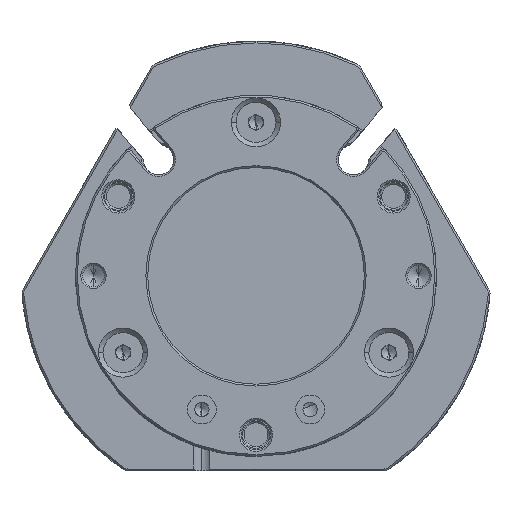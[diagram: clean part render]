
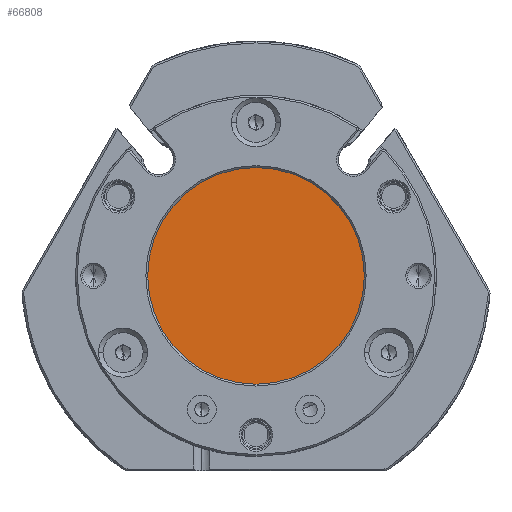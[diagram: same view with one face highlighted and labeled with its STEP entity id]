
A CAD part, front view. The second image highlights one B-rep face of the part: STEP entity #66808.
In plain terms, the highlighted face is planar.
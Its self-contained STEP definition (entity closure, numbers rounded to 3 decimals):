
#4778 = CIRCLE ( 'NONE', #28424, 15. ) ;
#5326 = AXIS2_PLACEMENT_3D ( 'NONE', #37768, #83009, #44302 ) ;
#9946 = AXIS2_PLACEMENT_3D ( 'NONE', #52008, #78020, #39236 ) ;
#16405 = CARTESIAN_POINT ( 'NONE',  ( -15., 0., 3. ) ) ;
#17424 = ORIENTED_EDGE ( 'NONE', *, *, #70474, .T. ) ;
#28424 = AXIS2_PLACEMENT_3D ( 'NONE', #32380, #77684, #38916 ) ;
#32380 = CARTESIAN_POINT ( 'NONE',  ( 0., 0., 3. ) ) ;
#35146 = CIRCLE ( 'NONE', #5326, 15. ) ;
#37768 = CARTESIAN_POINT ( 'NONE',  ( 0., 0., 3. ) ) ;
#38916 = DIRECTION ( 'NONE',  ( 1., 0., 0. ) ) ;
#39100 = EDGE_LOOP ( 'NONE', ( #17424, #80707 ) ) ;
#39236 = DIRECTION ( 'NONE',  ( 1., 0., 0. ) ) ;
#40707 = CARTESIAN_POINT ( 'NONE',  ( 15., 0., 3. ) ) ;
#42599 = EDGE_CURVE ( 'NONE', #51219, #68347, #4778, .T. ) ;
#44302 = DIRECTION ( 'NONE',  ( 1., 0., 0. ) ) ;
#51219 = VERTEX_POINT ( 'NONE', #16405 ) ;
#52008 = CARTESIAN_POINT ( 'NONE',  ( 0., 0., 3. ) ) ;
#58530 = PLANE ( 'NONE',  #9946 ) ;
#58897 = FACE_OUTER_BOUND ( 'NONE', #39100, .T. ) ;
#66808 = ADVANCED_FACE ( 'NONE', ( #58897 ), #58530, .T. ) ;
#68347 = VERTEX_POINT ( 'NONE', #40707 ) ;
#70474 = EDGE_CURVE ( 'NONE', #68347, #51219, #35146, .T. ) ;
#77684 = DIRECTION ( 'NONE',  ( 0., 0., 1. ) ) ;
#78020 = DIRECTION ( 'NONE',  ( 0., 0., 1. ) ) ;
#80707 = ORIENTED_EDGE ( 'NONE', *, *, #42599, .T. ) ;
#83009 = DIRECTION ( 'NONE',  ( 0., 0., 1. ) ) ;
